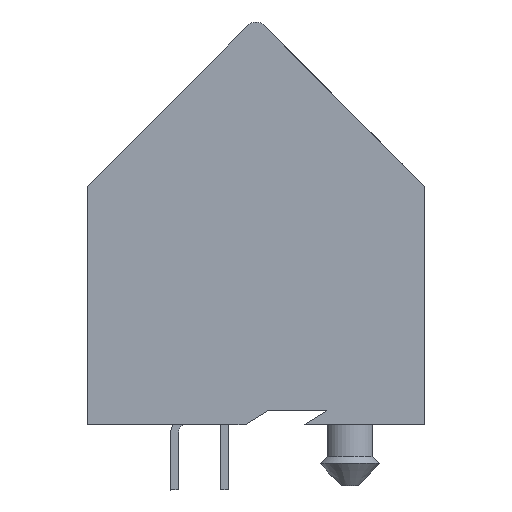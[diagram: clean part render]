
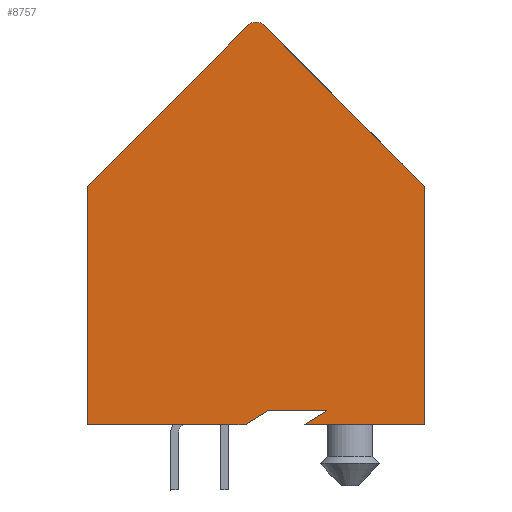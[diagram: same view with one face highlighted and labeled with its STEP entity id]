
A CAD part, front view. The second image highlights one B-rep face of the part: STEP entity #8757.
In plain terms, the highlighted planar face has unit normal (0, -1, 0).
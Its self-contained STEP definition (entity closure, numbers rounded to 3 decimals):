
#119=CIRCLE('',#9320,0.506);
#2442=ORIENTED_EDGE('',*,*,#3616,.T.);
#2443=ORIENTED_EDGE('',*,*,#3623,.T.);
#2444=ORIENTED_EDGE('',*,*,#3866,.T.);
#2445=ORIENTED_EDGE('',*,*,#3849,.T.);
#2446=ORIENTED_EDGE('',*,*,#3841,.T.);
#2447=ORIENTED_EDGE('',*,*,#3726,.T.);
#2448=ORIENTED_EDGE('',*,*,#3812,.T.);
#2449=ORIENTED_EDGE('',*,*,#3865,.T.);
#2450=ORIENTED_EDGE('',*,*,#3867,.T.);
#2451=ORIENTED_EDGE('',*,*,#3619,.T.);
#3616=EDGE_CURVE('',#4574,#4572,#5621,.T.);
#3619=EDGE_CURVE('',#4576,#4574,#5624,.T.);
#3623=EDGE_CURVE('',#4572,#4578,#5628,.T.);
#3726=EDGE_CURVE('',#4630,#4629,#119,.T.);
#3812=EDGE_CURVE('',#4629,#4685,#5807,.T.);
#3841=EDGE_CURVE('',#4705,#4630,#5836,.T.);
#3849=EDGE_CURVE('',#4709,#4705,#5844,.T.);
#3865=EDGE_CURVE('',#4685,#4716,#5860,.T.);
#3866=EDGE_CURVE('',#4578,#4709,#5861,.T.);
#3867=EDGE_CURVE('',#4716,#4576,#5862,.T.);
#4572=VERTEX_POINT('',#13507);
#4574=VERTEX_POINT('',#13510);
#4576=VERTEX_POINT('',#13516);
#4578=VERTEX_POINT('',#13522);
#4629=VERTEX_POINT('',#13726);
#4630=VERTEX_POINT('',#13728);
#4685=VERTEX_POINT('',#13893);
#4705=VERTEX_POINT('',#13951);
#4709=VERTEX_POINT('',#13964);
#4716=VERTEX_POINT('',#13993);
#5621=LINE('',#13509,#6772);
#5624=LINE('',#13515,#6775);
#5628=LINE('',#13524,#6779);
#5807=LINE('',#13894,#6958);
#5836=LINE('',#13950,#6987);
#5844=LINE('',#13963,#6995);
#5860=LINE('',#13994,#7011);
#5861=LINE('',#13996,#7012);
#5862=LINE('',#13997,#7013);
#6772=VECTOR('',#11041,1000.);
#6775=VECTOR('',#11046,1000.);
#6779=VECTOR('',#11052,1000.);
#6958=VECTOR('',#11401,1000.);
#6987=VECTOR('',#11446,1000.);
#6995=VECTOR('',#11456,1000.);
#7011=VECTOR('',#11486,1000.);
#7012=VECTOR('',#11489,1000.);
#7013=VECTOR('',#11490,1000.);
#7466=EDGE_LOOP('',(#2442,#2443,#2444,#2445,#2446,#2447,#2448,#2449,#2450,
#2451));
#7925=FACE_BOUND('',#7466,.T.);
#8331=PLANE('',#9364);
#8757=ADVANCED_FACE('',(#7925),#8331,.T.);
#9320=AXIS2_PLACEMENT_3D('',#13727,#11262,#11263);
#9364=AXIS2_PLACEMENT_3D('',#13995,#11487,#11488);
#11041=DIRECTION('',(1.,0.,0.));
#11046=DIRECTION('',(0.847,0.,0.532));
#11052=DIRECTION('',(-0.847,0.,-0.532));
#11262=DIRECTION('',(0.,-1.,0.));
#11263=DIRECTION('',(1.,0.,0.));
#11401=DIRECTION('',(-0.707,0.,-0.707));
#11446=DIRECTION('',(-0.707,0.,0.707));
#11456=DIRECTION('',(0.,0.,1.));
#11486=DIRECTION('',(0.,0.,-1.));
#11487=DIRECTION('',(0.,-1.,0.));
#11488=DIRECTION('',(0.,0.,-1.));
#11489=DIRECTION('',(1.,0.,0.));
#11490=DIRECTION('',(1.,0.,0.));
#13507=CARTESIAN_POINT('',(3.559,-7.375,-5.327));
#13509=CARTESIAN_POINT('',(0.,-7.375,-5.327));
#13510=CARTESIAN_POINT('',(0.559,-7.375,-5.327));
#13515=CARTESIAN_POINT('',(8.804,-7.375,-0.149));
#13516=CARTESIAN_POINT('',(-0.555,-7.375,-6.027));
#13522=CARTESIAN_POINT('',(2.445,-7.375,-6.027));
#13524=CARTESIAN_POINT('',(9.652,-7.375,-1.5));
#13726=CARTESIAN_POINT('',(-0.358,-7.375,14.224));
#13727=CARTESIAN_POINT('',(0.,-7.375,13.866));
#13728=CARTESIAN_POINT('',(0.358,-7.375,14.224));
#13893=CARTESIAN_POINT('',(-8.555,-7.375,6.027));
#13894=CARTESIAN_POINT('',(-0.358,-7.375,14.224));
#13950=CARTESIAN_POINT('',(8.555,-7.375,6.027));
#13951=CARTESIAN_POINT('',(8.555,-7.375,6.027));
#13963=CARTESIAN_POINT('',(8.555,-7.375,-6.027));
#13964=CARTESIAN_POINT('',(8.555,-7.375,-6.027));
#13993=CARTESIAN_POINT('',(-8.555,-7.375,-6.027));
#13994=CARTESIAN_POINT('',(-8.555,-7.375,6.027));
#13995=CARTESIAN_POINT('',(0.,-7.375,13.866));
#13996=CARTESIAN_POINT('',(-8.555,-7.375,-6.027));
#13997=CARTESIAN_POINT('',(-8.555,-7.375,-6.027));
